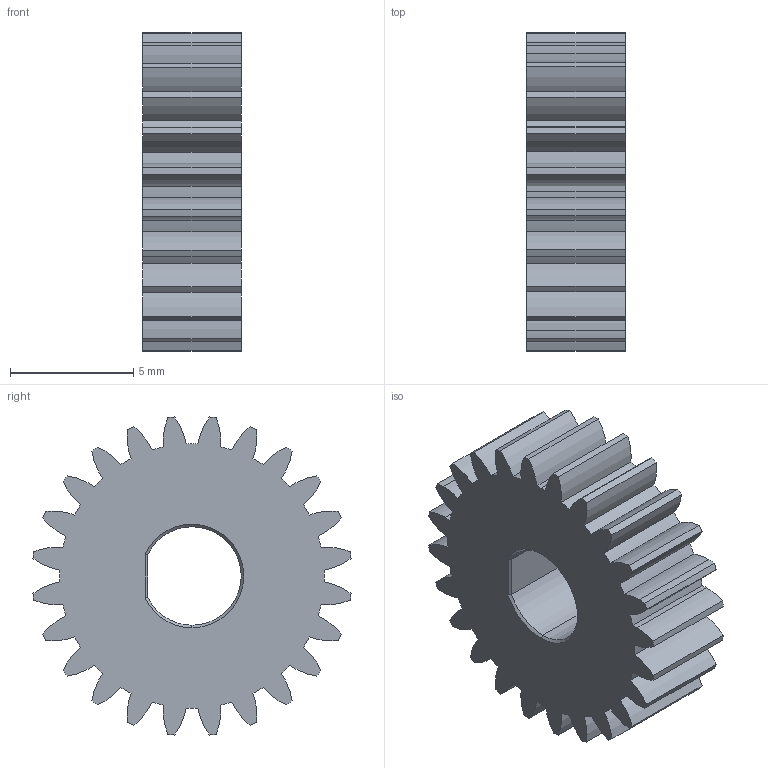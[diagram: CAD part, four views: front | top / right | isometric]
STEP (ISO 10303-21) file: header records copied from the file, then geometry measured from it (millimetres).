
FILE_DESCRIPTION (( 'STEP AP203' ), '1' );
FILE_NAME ('gear 0.5M 24T 4FW.STEP', '2018-03-27T14:19:48', ( '' ), ( '' ), 'SwSTEP 2.0', 'SolidWorks 2016', '' );
FILE_SCHEMA (( 'CONFIG_CONTROL_DESIGN' ));
Length unit declared in the file: millimetre
Products named in the file (1): gear 0.5M 24T 4FW
Bounding box: 4 x 12.92 x 12.92 mm (x, y, z)
Volume: 389.6 mm3; surface area: 547.1 mm2
Topology: 1 solids, 1 shells, 115 faces, 331 edges, 218 vertices
Faces by surface type: cylinder 104, cone 6, plane 5
Entity records: 3980 total; most frequent: DIRECTION 773, CARTESIAN_POINT 677, ORIENTED_EDGE 662, EDGE_CURVE 331, AXIS2_PLACEMENT_3D 330, VERTEX_POINT 218, CIRCLE 214, EDGE_LOOP 117
